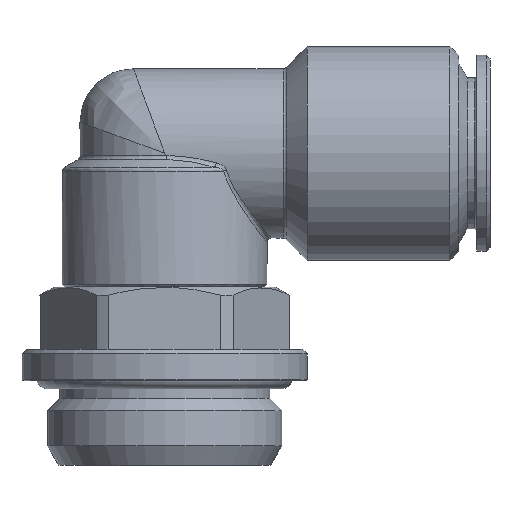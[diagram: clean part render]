
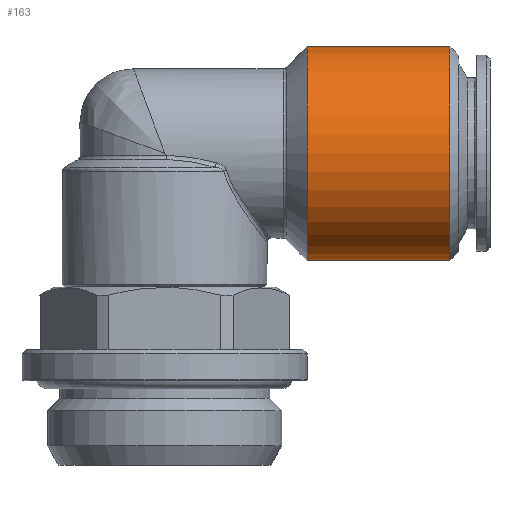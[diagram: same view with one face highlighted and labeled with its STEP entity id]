
A CAD part, top view. The second image highlights one B-rep face of the part: STEP entity #163.
In plain terms, the highlighted cylindrical face has radius 12 mm (diameter 24 mm), a full revolution.
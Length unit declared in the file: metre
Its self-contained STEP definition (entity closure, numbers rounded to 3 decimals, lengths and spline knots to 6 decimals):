
#163 = ADVANCED_FACE( 'NONE', ( #274, #275 ), #276, .T. );
#274 = FACE_OUTER_BOUND( '', #790, .T. );
#275 = FACE_OUTER_BOUND( '', #791, .T. );
#276 = CYLINDRICAL_SURFACE( '', #792, 0.012 );
#790 = EDGE_LOOP( '', ( #1099 ) );
#791 = EDGE_LOOP( '', ( #1100 ) );
#792 = AXIS2_PLACEMENT_3D( '', #1101, #1102, #1103 );
#1099 = ORIENTED_EDGE( '', *, *, #1369, .T. );
#1100 = ORIENTED_EDGE( '', *, *, #1370, .T. );
#1101 = CARTESIAN_POINT( '', ( 0., 0., 0. ) );
#1102 = DIRECTION( '', ( -1., 0., 0. ) );
#1103 = DIRECTION( '', ( 0., 0., 1. ) );
#1369 = EDGE_CURVE( 'NONE', #1542, #1542, #1543, .T. );
#1370 = EDGE_CURVE( 'NONE', #1544, #1544, #1545, .T. );
#1542 = VERTEX_POINT( '', #2111 );
#1543 = CIRCLE( '', #2112, 0.012 );
#1544 = VERTEX_POINT( '', #2113 );
#1545 = CIRCLE( '', #2114, 0.012 );
#2111 = CARTESIAN_POINT( '', ( 0.032, 0., 0.012 ) );
#2112 = AXIS2_PLACEMENT_3D( '', #2296, #2297, #2298 );
#2113 = CARTESIAN_POINT( '', ( 0.016, 0., -0.012 ) );
#2114 = AXIS2_PLACEMENT_3D( '', #2299, #2300, #2301 );
#2296 = CARTESIAN_POINT( '', ( 0.032, 0., 0. ) );
#2297 = DIRECTION( '', ( -1., 0., 0. ) );
#2298 = DIRECTION( '', ( 0., 0., 1. ) );
#2299 = CARTESIAN_POINT( '', ( 0.016, 0., 0. ) );
#2300 = DIRECTION( '', ( 1., 0., 0. ) );
#2301 = DIRECTION( '', ( 0., 0., -1. ) );
